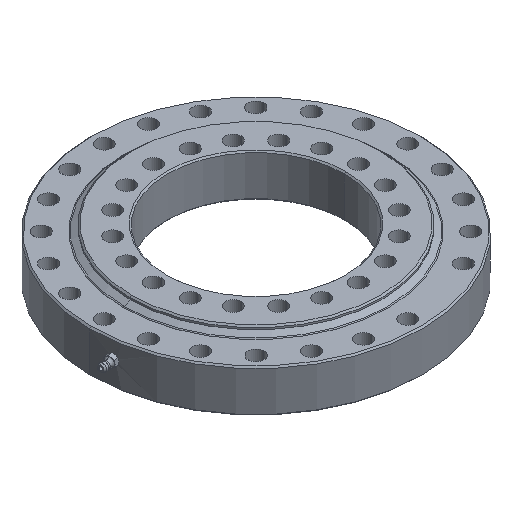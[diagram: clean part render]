
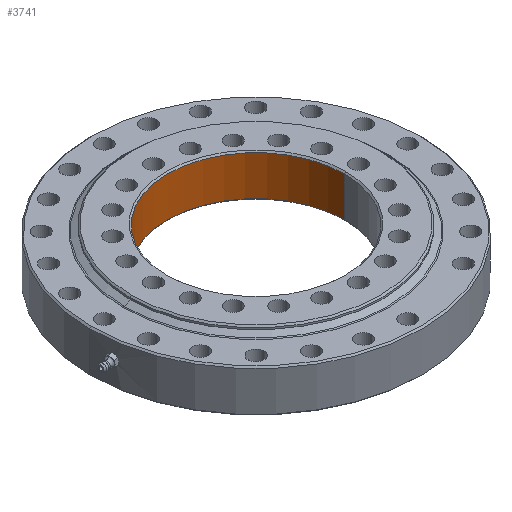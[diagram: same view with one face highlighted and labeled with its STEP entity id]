
A CAD part, isometric view. The second image highlights one B-rep face of the part: STEP entity #3741.
In plain terms, the highlighted cylindrical face has radius 62.25 mm (diameter 124.5 mm), a partial arc.
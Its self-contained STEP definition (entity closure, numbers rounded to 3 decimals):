
#285 = CARTESIAN_POINT ( 'NONE',  ( -62.25, 0., -11.5 ) ) ;
#1026 = DIRECTION ( 'NONE',  ( -1., 0., 0. ) ) ;
#1665 = VERTEX_POINT ( 'NONE', #2987 ) ;
#1864 = VERTEX_POINT ( 'NONE', #2047 ) ;
#2019 = DIRECTION ( 'NONE',  ( 1., 0., 0. ) ) ;
#2047 = CARTESIAN_POINT ( 'NONE',  ( 62.25, 0., 16.5 ) ) ;
#2128 = CARTESIAN_POINT ( 'NONE',  ( 0., 0., 0. ) ) ;
#2203 = EDGE_CURVE ( 'NONE', #1864, #1665, #2677, .T. ) ;
#2255 = CARTESIAN_POINT ( 'NONE',  ( 62.25, 0., 0. ) ) ;
#2260 = CARTESIAN_POINT ( 'NONE',  ( 0., 0., -11.5 ) ) ;
#2520 = ORIENTED_EDGE ( 'NONE', *, *, #7890, .F. ) ;
#2677 = CIRCLE ( 'NONE', #7371, 62.25 ) ;
#2705 = VECTOR ( 'NONE', #5369, 1000. ) ;
#2842 = DIRECTION ( 'NONE',  ( 0., 0., -1. ) ) ;
#2938 = EDGE_CURVE ( 'NONE', #7248, #5977, #5532, .T. ) ;
#2987 = CARTESIAN_POINT ( 'NONE',  ( -62.25, 0., 16.5 ) ) ;
#3199 = VECTOR ( 'NONE', #3450, 1000. ) ;
#3450 = DIRECTION ( 'NONE',  ( 0., 0., 1. ) ) ;
#3741 = ADVANCED_FACE ( 'NONE', ( #5491 ), #5004, .F. ) ;
#4147 = DIRECTION ( 'NONE',  ( 0., 0., 1. ) ) ;
#5004 = CYLINDRICAL_SURFACE ( 'NONE', #6566, 62.25 ) ;
#5369 = DIRECTION ( 'NONE',  ( 0., 0., 1. ) ) ;
#5473 = ORIENTED_EDGE ( 'NONE', *, *, #2938, .T. ) ;
#5491 = FACE_OUTER_BOUND ( 'NONE', #6029, .T. ) ;
#5532 = CIRCLE ( 'NONE', #5706, 62.25 ) ;
#5636 = EDGE_CURVE ( 'NONE', #5977, #1864, #5909, .T. ) ;
#5706 = AXIS2_PLACEMENT_3D ( 'NONE', #2260, #2842, #6600 ) ;
#5763 = DIRECTION ( 'NONE',  ( 0., 0., 1. ) ) ;
#5909 = LINE ( 'NONE', #2255, #2705 ) ;
#5949 = CARTESIAN_POINT ( 'NONE',  ( 0., 0., 16.5 ) ) ;
#5977 = VERTEX_POINT ( 'NONE', #7276 ) ;
#6029 = EDGE_LOOP ( 'NONE', ( #2520, #5473, #6339, #7618 ) ) ;
#6289 = LINE ( 'NONE', #6567, #3199 ) ;
#6339 = ORIENTED_EDGE ( 'NONE', *, *, #5636, .T. ) ;
#6566 = AXIS2_PLACEMENT_3D ( 'NONE', #2128, #5763, #2019 ) ;
#6567 = CARTESIAN_POINT ( 'NONE',  ( -62.25, 0., 0. ) ) ;
#6600 = DIRECTION ( 'NONE',  ( 1., 0., 0. ) ) ;
#7248 = VERTEX_POINT ( 'NONE', #285 ) ;
#7276 = CARTESIAN_POINT ( 'NONE',  ( 62.25, 0., -11.5 ) ) ;
#7371 = AXIS2_PLACEMENT_3D ( 'NONE', #5949, #4147, #1026 ) ;
#7618 = ORIENTED_EDGE ( 'NONE', *, *, #2203, .T. ) ;
#7890 = EDGE_CURVE ( 'NONE', #7248, #1665, #6289, .T. ) ;
